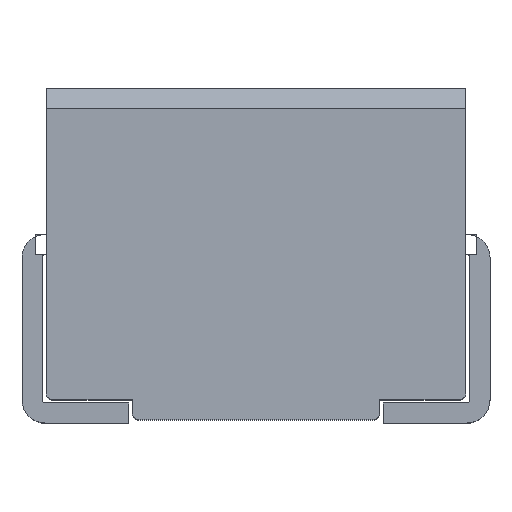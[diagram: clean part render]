
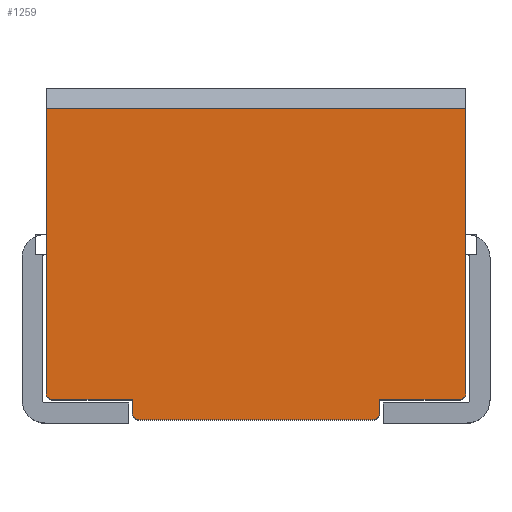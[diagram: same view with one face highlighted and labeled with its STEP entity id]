
A CAD part, top view. The second image highlights one B-rep face of the part: STEP entity #1259.
In plain terms, the highlighted planar face has unit normal (0, 0, 1).
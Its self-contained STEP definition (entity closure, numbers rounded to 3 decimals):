
#994 = CARTESIAN_POINT ( 'NONE',  ( 3.14, 4.7, 3.3 ) ) ;
#995 = VERTEX_POINT ( 'NONE', #994 ) ;
#1002 = CARTESIAN_POINT ( 'NONE',  ( 3.14, 0.45, 3.3 ) ) ;
#1003 = VERTEX_POINT ( 'NONE', #1002 ) ;
#1004 = CARTESIAN_POINT ( 'NONE',  ( 3.14, 5., 3.3 ) ) ;
#1005 = DIRECTION ( 'NONE',  ( 0., -1., 0. ) ) ;
#1006 = VECTOR ( 'NONE', #1005, 1000. ) ;
#1007 = LINE ( 'NONE', #1004, #1006 ) ;
#1008 = EDGE_CURVE ( 'NONE', #995, #1003, #1007, .T. ) ;
#1140 = CARTESIAN_POINT ( 'NONE',  ( -3.14, 0.45, 3.3 ) ) ;
#1141 = VERTEX_POINT ( 'NONE', #1140 ) ;
#1148 = CARTESIAN_POINT ( 'NONE',  ( -3.14, 4.7, 3.3 ) ) ;
#1149 = VERTEX_POINT ( 'NONE', #1148 ) ;
#1150 = CARTESIAN_POINT ( 'NONE',  ( -3.14, 5., 3.3 ) ) ;
#1151 = DIRECTION ( 'NONE',  ( 0., -1., 0. ) ) ;
#1152 = VECTOR ( 'NONE', #1151, 1000. ) ;
#1153 = LINE ( 'NONE', #1150, #1152 ) ;
#1154 = EDGE_CURVE ( 'NONE', #1149, #1141, #1153, .T. ) ;
#1170 = ORIENTED_EDGE ( 'NONE', *, *, #1008, .F. ) ;
#1171 = CARTESIAN_POINT ( 'NONE',  ( -3.14, 4.7, 3.3 ) ) ;
#1172 = DIRECTION ( 'NONE',  ( -1., 0., 0. ) ) ;
#1173 = VECTOR ( 'NONE', #1172, 1000. ) ;
#1174 = LINE ( 'NONE', #1171, #1173 ) ;
#1175 = EDGE_CURVE ( 'NONE', #995, #1149, #1174, .T. ) ;
#1176 = ORIENTED_EDGE ( 'NONE', *, *, #1175, .T. ) ;
#1177 = ORIENTED_EDGE ( 'NONE', *, *, #1154, .T. ) ;
#1178 = CARTESIAN_POINT ( 'NONE',  ( -3.04, 0.35, 3.3 ) ) ;
#1179 = VERTEX_POINT ( 'NONE', #1178 ) ;
#1180 = CARTESIAN_POINT ( 'NONE',  ( -3.04, 0.45, 3.3 ) ) ;
#1181 = DIRECTION ( 'NONE',  ( 0., 0., 1. ) ) ;
#1182 = DIRECTION ( 'NONE',  ( -1., 0., 0. ) ) ;
#1183 = AXIS2_PLACEMENT_3D ( 'NONE', #1180, #1181, #1182 ) ;
#1184 = CIRCLE ( 'NONE', #1183, 0.1) ;
#1185 = EDGE_CURVE ( 'NONE', #1141, #1179, #1184, .T. ) ;
#1186 = ORIENTED_EDGE ( 'NONE', *, *, #1185, .T. ) ;
#1187 = CARTESIAN_POINT ( 'NONE',  ( -1.85, 0.35, 3.3 ) ) ;
#1188 = VERTEX_POINT ( 'NONE', #1187 ) ;
#1189 = CARTESIAN_POINT ( 'NONE',  ( -1.85, 0.35, 3.3 ) ) ;
#1190 = DIRECTION ( 'NONE',  ( -1., 0., 0. ) ) ;
#1191 = VECTOR ( 'NONE', #1190, 1000. ) ;
#1192 = LINE ( 'NONE', #1189, #1191 ) ;
#1193 = EDGE_CURVE ( 'NONE', #1188, #1179, #1192, .T. ) ;
#1194 = ORIENTED_EDGE ( 'NONE', *, *, #1193, .F. ) ;
#1195 = CARTESIAN_POINT ( 'NONE',  ( -1.85, 0.15, 3.3 ) ) ;
#1196 = VERTEX_POINT ( 'NONE', #1195 ) ;
#1197 = CARTESIAN_POINT ( 'NONE',  ( -1.85, 0.05, 3.3 ) ) ;
#1198 = DIRECTION ( 'NONE',  ( 0., 1., 0. ) ) ;
#1199 = VECTOR ( 'NONE', #1198, 1000. ) ;
#1200 = LINE ( 'NONE', #1197, #1199 ) ;
#1201 = EDGE_CURVE ( 'NONE', #1196, #1188, #1200, .T. ) ;
#1202 = ORIENTED_EDGE ( 'NONE', *, *, #1201, .F. ) ;
#1203 = CARTESIAN_POINT ( 'NONE',  ( -1.75, 0.05, 3.3 ) ) ;
#1204 = VERTEX_POINT ( 'NONE', #1203 ) ;
#1205 = CARTESIAN_POINT ( 'NONE',  ( -1.75, 0.15, 3.3 ) ) ;
#1206 = DIRECTION ( 'NONE',  ( 0., 0., 1. ) ) ;
#1207 = DIRECTION ( 'NONE',  ( -1., 0., 0. ) ) ;
#1208 = AXIS2_PLACEMENT_3D ( 'NONE', #1205, #1206, #1207 ) ;
#1209 = CIRCLE ( 'NONE', #1208, 0.1) ;
#1210 = EDGE_CURVE ( 'NONE', #1196, #1204, #1209, .T. ) ;
#1211 = ORIENTED_EDGE ( 'NONE', *, *, #1210, .T. ) ;
#1212 = CARTESIAN_POINT ( 'NONE',  ( 1.75, 0.05, 3.3 ) ) ;
#1213 = VERTEX_POINT ( 'NONE', #1212 ) ;
#1214 = CARTESIAN_POINT ( 'NONE',  ( 1.85, 0.05, 3.3 ) ) ;
#1215 = DIRECTION ( 'NONE',  ( -1., 0., 0. ) ) ;
#1216 = VECTOR ( 'NONE', #1215, 1000. ) ;
#1217 = LINE ( 'NONE', #1214, #1216 ) ;
#1218 = EDGE_CURVE ( 'NONE', #1213, #1204, #1217, .T. ) ;
#1219 = ORIENTED_EDGE ( 'NONE', *, *, #1218, .F. ) ;
#1220 = CARTESIAN_POINT ( 'NONE',  ( 1.85, 0.15, 3.3 ) ) ;
#1221 = VERTEX_POINT ( 'NONE', #1220 ) ;
#1222 = CARTESIAN_POINT ( 'NONE',  ( 1.75, 0.15, 3.3 ) ) ;
#1223 = DIRECTION ( 'NONE',  ( 0., 0., 1. ) ) ;
#1224 = DIRECTION ( 'NONE',  ( -1., 0., 0. ) ) ;
#1225 = AXIS2_PLACEMENT_3D ( 'NONE', #1222, #1223, #1224 ) ;
#1226 = CIRCLE ( 'NONE', #1225, 0.1) ;
#1227 = EDGE_CURVE ( 'NONE', #1213, #1221, #1226, .T. ) ;
#1228 = ORIENTED_EDGE ( 'NONE', *, *, #1227, .T. ) ;
#1229 = CARTESIAN_POINT ( 'NONE',  ( 1.85, 0.35, 3.3 ) ) ;
#1230 = VERTEX_POINT ( 'NONE', #1229 ) ;
#1231 = CARTESIAN_POINT ( 'NONE',  ( 1.85, 0.35, 3.3 ) ) ;
#1232 = DIRECTION ( 'NONE',  ( 0., -1., 0. ) ) ;
#1233 = VECTOR ( 'NONE', #1232, 1000. ) ;
#1234 = LINE ( 'NONE', #1231, #1233 ) ;
#1235 = EDGE_CURVE ( 'NONE', #1230, #1221, #1234, .T. ) ;
#1236 = ORIENTED_EDGE ( 'NONE', *, *, #1235, .F. ) ;
#1237 = CARTESIAN_POINT ( 'NONE',  ( 3.04, 0.35, 3.3 ) ) ;
#1238 = VERTEX_POINT ( 'NONE', #1237 ) ;
#1239 = CARTESIAN_POINT ( 'NONE',  ( 3.14, 0.35, 3.3 ) ) ;
#1240 = DIRECTION ( 'NONE',  ( -1., 0., 0. ) ) ;
#1241 = VECTOR ( 'NONE', #1240, 1000. ) ;
#1242 = LINE ( 'NONE', #1239, #1241 ) ;
#1243 = EDGE_CURVE ( 'NONE', #1238, #1230, #1242, .T. ) ;
#1244 = ORIENTED_EDGE ( 'NONE', *, *, #1243, .F. ) ;
#1245 = CARTESIAN_POINT ( 'NONE',  ( 3.04, 0.45, 3.3 ) ) ;
#1246 = DIRECTION ( 'NONE',  ( 0., 0., 1. ) ) ;
#1247 = DIRECTION ( 'NONE',  ( -1., 0., 0. ) ) ;
#1248 = AXIS2_PLACEMENT_3D ( 'NONE', #1245, #1246, #1247 ) ;
#1249 = CIRCLE ( 'NONE', #1248, 0.1) ;
#1250 = EDGE_CURVE ( 'NONE', #1238, #1003, #1249, .T. ) ;
#1251 = ORIENTED_EDGE ( 'NONE', *, *, #1250, .T. ) ;
#1252 = EDGE_LOOP ( 'NONE', ( #1170, #1176, #1177, #1186, #1194, #1202, #1211, #1219, #1228, #1236, #1244, #1251 ) ) ;
#1253 = FACE_OUTER_BOUND ( 'NONE', #1252, .T. ) ;
#1254 = CARTESIAN_POINT ( 'NONE',  ( -3.14, 5., 3.3 ) ) ;
#1255 = DIRECTION ( 'NONE',  ( 0., 0., -1. ) ) ;
#1256 = DIRECTION ( 'NONE',  ( -1., 0., 0. ) ) ;
#1257 = AXIS2_PLACEMENT_3D ( 'NONE', #1254, #1255, #1256 ) ;
#1258 = PLANE ( 'NONE', #1257 ) ;
#1259 = ADVANCED_FACE ( 'NONE', ( #1253 ), #1258, .F. ) ;
